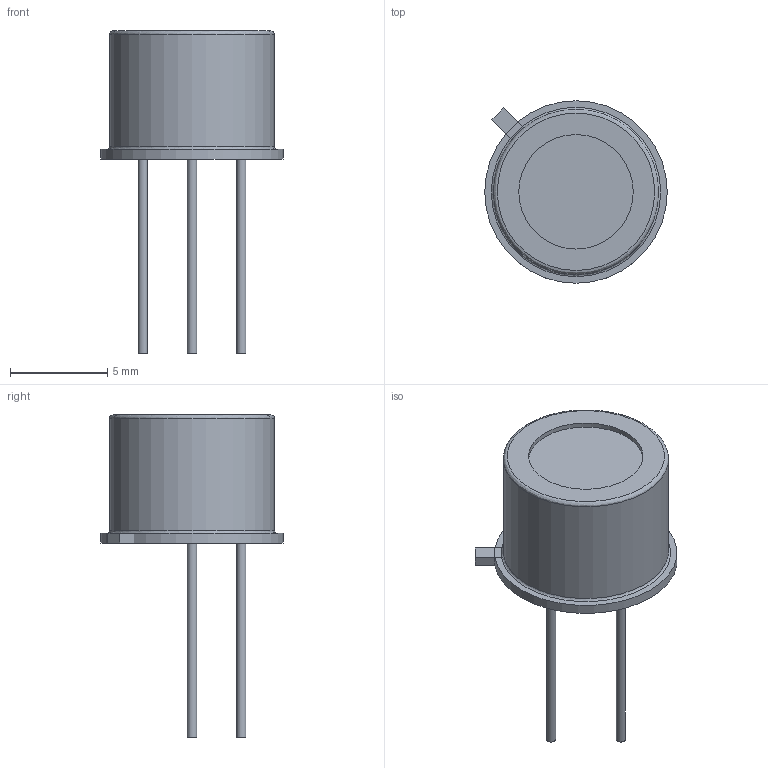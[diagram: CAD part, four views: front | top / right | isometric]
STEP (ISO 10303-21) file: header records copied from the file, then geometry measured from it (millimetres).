
FILE_DESCRIPTION(('FreeCAD Model'),'2;1');
FILE_NAME('TO-5_Window_3Pin.step','2016-11-10T21:22:05',('Author'),('' ),'Open CASCADE STEP processor 6.8','FreeCAD','Unknown');
FILE_SCHEMA(('AUTOMOTIVE_DESIGN_CC2 { 1 2 10303 214 -1 1 5 4 }'));
Length unit declared in the file: millimetre
Products named in the file (8): ASSEMBLY; Pad; Revolution; Pad003; Revolution001; Sketch; Sketch003; Sketch004
Assembly tree (7 placements, depth 2):
  ASSEMBLY
    Pad
    Revolution
    Pad003
    Revolution001
    Sketch
    Sketch003
    Sketch004
Bounding box: 9.4 x 9.4 x 16.6 mm (x, y, z)
Volume: 235.5 mm3; surface area: 543.2 mm2
Topology: 6 solids, 6 shells, 27 faces, 56 edges, 57 vertices
Faces by surface type: plane 17, cylinder 7, revolution 2, cone 1
Full cylindrical faces by diameter (mm): 0.48 x3, 5.9 x2, 8.5 x1, 9.4 x1
Entity records: 1470 total; most frequent: CARTESIAN_POINT 265, DIRECTION 221, LINE 97, VECTOR 97, ORIENTED_EDGE 76, PCURVE 76, DEFINITIONAL_REPRESENTATION 76, AXIS2_PLACEMENT_3D 58
